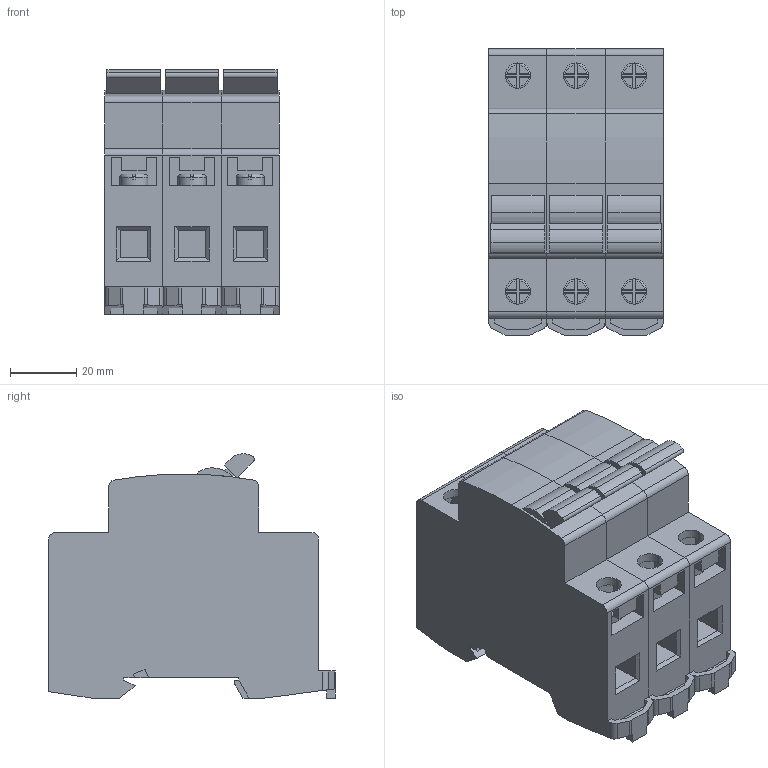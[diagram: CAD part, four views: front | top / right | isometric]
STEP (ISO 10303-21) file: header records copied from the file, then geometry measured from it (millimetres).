
FILE_DESCRIPTION (( 'STEP AP203' ), '1' );
FILE_NAME ('Âûêëþ÷àòåëü íàãðóçêè AVN 3P 25A EKF AVERES (avn-3-25-av).STEP', '2022-01-10T08:01:54', ( '' ), ( '' ), 'SwSTEP 2.0', 'SolidWorks 2021', '' );
FILE_SCHEMA (( 'CONFIG_CONTROL_DESIGN' ));
Length unit declared in the file: millimetre
Products named in the file (1): Âûêëþ÷àòåëü íàãðóçêè AVN 3P 25A EKF AVERES (avn-3-25-av)
Bounding box: 52.5 x 86.2 x 73.6 mm (x, y, z)
Volume: 227346.4 mm3; surface area: 53873 mm2
Topology: 3 solids, 3 shells, 531 faces, 1464 edges, 960 vertices
Faces by surface type: plane 447, cylinder 72, torus 12
Entity records: 16973 total; most frequent: CARTESIAN_POINT 3364, ORIENTED_EDGE 2928, DIRECTION 2618, EDGE_CURVE 1464, LINE 1182, VECTOR 1182, VERTEX_POINT 960, AXIS2_PLACEMENT_3D 718
